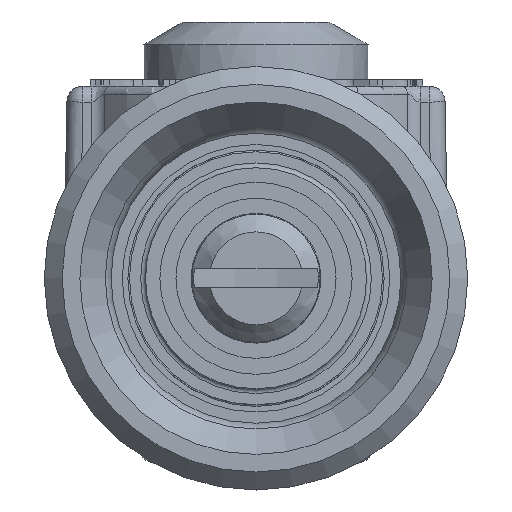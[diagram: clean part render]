
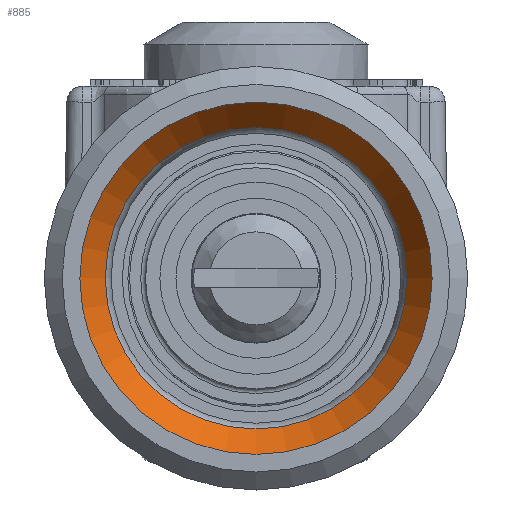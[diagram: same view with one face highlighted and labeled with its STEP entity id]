
A CAD part, front view. The second image highlights one B-rep face of the part: STEP entity #885.
In plain terms, the highlighted conical face has half-angle 35 degrees and reference radius 11 mm.
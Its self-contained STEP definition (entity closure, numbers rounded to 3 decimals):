
#885 = ADVANCED_FACE( '', ( #1956, #1957 ), #1958, .F. );
#1956 = FACE_BOUND( '', #4562, .T. );
#1957 = FACE_OUTER_BOUND( '', #4563, .T. );
#1958 = CONICAL_SURFACE( '', #4564, 11., 0.611 );
#4562 = EDGE_LOOP( '', ( #7928 ) );
#4563 = EDGE_LOOP( '', ( #7929 ) );
#4564 = AXIS2_PLACEMENT_3D( '', #7930, #7931, #7932 );
#7928 = ORIENTED_EDGE( '', *, *, #10167, .T. );
#7929 = ORIENTED_EDGE( '', *, *, #10163, .T. );
#7930 = CARTESIAN_POINT( '', ( 0., 0., 0. ) );
#7931 = DIRECTION( '', ( 0., -1., 0. ) );
#7932 = DIRECTION( '', ( 1., 0., 0. ) );
#10163 = EDGE_CURVE( '', #11957, #11957, #11958, .T. );
#10167 = EDGE_CURVE( '', #11963, #11963, #11964, .T. );
#11957 = VERTEX_POINT( '', #16947 );
#11958 = CIRCLE( '', #16948, 11. );
#11963 = VERTEX_POINT( '', #16953 );
#11964 = CIRCLE( '', #16954, 9.412 );
#16947 = CARTESIAN_POINT( '', ( 11., 0., 0. ) );
#16948 = AXIS2_PLACEMENT_3D( '', #19290, #19291, #19292 );
#16953 = CARTESIAN_POINT( '', ( -9.412, 2.268, 0. ) );
#16954 = AXIS2_PLACEMENT_3D( '', #19296, #19297, #19298 );
#19290 = CARTESIAN_POINT( '', ( 0., 0., 0. ) );
#19291 = DIRECTION( '', ( 0., -1., 0. ) );
#19292 = DIRECTION( '', ( 1., 0., 0. ) );
#19296 = CARTESIAN_POINT( '', ( 0., 2.268, 0. ) );
#19297 = DIRECTION( '', ( 0., 1., 0. ) );
#19298 = DIRECTION( '', ( -1., 0., 0. ) );
